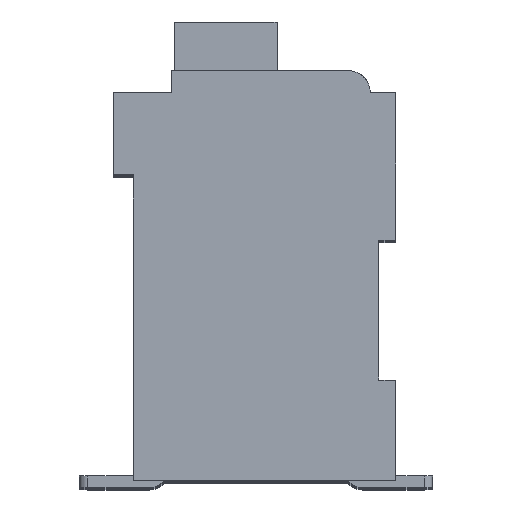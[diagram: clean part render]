
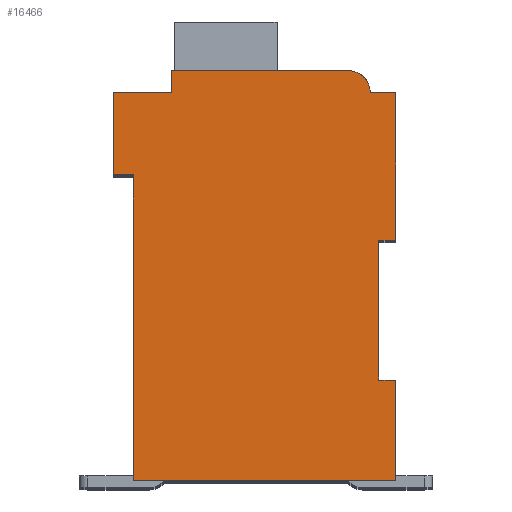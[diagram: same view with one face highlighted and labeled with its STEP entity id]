
A CAD part, top view. The second image highlights one B-rep face of the part: STEP entity #16466.
In plain terms, the highlighted planar face has unit normal (0, 0, 1).
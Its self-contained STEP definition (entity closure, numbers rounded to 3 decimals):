
#1714=DIRECTION('',(1.,0.,0.));
#1715=VECTOR('',#1714,0.5);
#1716=CARTESIAN_POINT('',(7.3,7.15,2.1));
#1717=LINE('',#1716,#1715);
#1718=DIRECTION('',(0.,1.,0.));
#1719=VECTOR('',#1718,4.15);
#1720=CARTESIAN_POINT('',(7.3,3.,2.1));
#1721=LINE('',#1720,#1719);
#1722=DIRECTION('',(-1.,0.,0.));
#1723=VECTOR('',#1722,0.5);
#1724=CARTESIAN_POINT('',(7.8,3.,2.1));
#1725=LINE('',#1724,#1723);
#1726=DIRECTION('',(0.,1.,0.));
#1727=VECTOR('',#1726,3.);
#1728=CARTESIAN_POINT('',(7.8,0.,2.1));
#1729=LINE('',#1728,#1727);
#1730=DIRECTION('',(1.,0.,0.));
#1731=VECTOR('',#1730,7.8);
#1732=CARTESIAN_POINT('',(0.,0.,2.1));
#1733=LINE('',#1732,#1731);
#1734=DIRECTION('',(0.,-1.,0.));
#1735=VECTOR('',#1734,9.1);
#1736=CARTESIAN_POINT('',(0.,9.1,2.1));
#1737=LINE('',#1736,#1735);
#1738=DIRECTION('',(1.,0.,0.));
#1739=VECTOR('',#1738,0.6);
#1740=CARTESIAN_POINT('',(-0.6,9.1,2.1));
#1741=LINE('',#1740,#1739);
#1742=DIRECTION('',(0.,-1.,0.));
#1743=VECTOR('',#1742,2.45);
#1744=CARTESIAN_POINT('',(-0.6,11.55,2.1));
#1745=LINE('',#1744,#1743);
#1746=DIRECTION('',(-1.,0.,0.));
#1747=VECTOR('',#1746,1.75);
#1748=CARTESIAN_POINT('',(1.15,11.55,2.1));
#1749=LINE('',#1748,#1747);
#1750=DIRECTION('',(0.,-1.,0.));
#1751=VECTOR('',#1750,0.65);
#1752=CARTESIAN_POINT('',(1.15,12.2,2.1));
#1753=LINE('',#1752,#1751);
#1754=DIRECTION('',(-1.,0.,0.));
#1755=VECTOR('',#1754,5.25);
#1756=CARTESIAN_POINT('',(6.4,12.2,2.1));
#1757=LINE('',#1756,#1755);
#1758=CARTESIAN_POINT('',(6.4,11.55,2.1));
#1759=DIRECTION('',(0.,0.,1.));
#1760=DIRECTION('',(1.,0.,0.));
#1761=AXIS2_PLACEMENT_3D('',#1758,#1759,#1760);
#1763=DIRECTION('',(-1.,0.,0.));
#1764=VECTOR('',#1763,0.75);
#1765=CARTESIAN_POINT('',(7.8,11.55,2.1));
#1766=LINE('',#1765,#1764);
#1767=DIRECTION('',(0.,1.,0.));
#1768=VECTOR('',#1767,4.4);
#1769=CARTESIAN_POINT('',(7.8,7.15,2.1));
#1770=LINE('',#1769,#1768);
#11347=CARTESIAN_POINT('',(7.3,7.15,2.1));
#11348=CARTESIAN_POINT('',(7.8,7.15,2.1));
#11349=VERTEX_POINT('',#11347);
#11350=VERTEX_POINT('',#11348);
#11351=CARTESIAN_POINT('',(7.8,11.55,2.1));
#11352=VERTEX_POINT('',#11351);
#11353=CARTESIAN_POINT('',(7.05,11.55,2.1));
#11354=VERTEX_POINT('',#11353);
#11355=CARTESIAN_POINT('',(6.4,12.2,2.1));
#11356=VERTEX_POINT('',#11355);
#11357=CARTESIAN_POINT('',(1.15,12.2,2.1));
#11358=VERTEX_POINT('',#11357);
#11359=CARTESIAN_POINT('',(1.15,11.55,2.1));
#11360=VERTEX_POINT('',#11359);
#11361=CARTESIAN_POINT('',(-0.6,11.55,2.1));
#11362=VERTEX_POINT('',#11361);
#11363=CARTESIAN_POINT('',(-0.6,9.1,2.1));
#11364=VERTEX_POINT('',#11363);
#11365=CARTESIAN_POINT('',(0.,9.1,2.1));
#11366=VERTEX_POINT('',#11365);
#11367=CARTESIAN_POINT('',(0.,0.,2.1));
#11368=VERTEX_POINT('',#11367);
#11369=CARTESIAN_POINT('',(7.8,0.,2.1));
#11370=VERTEX_POINT('',#11369);
#11371=CARTESIAN_POINT('',(7.8,3.,2.1));
#11372=VERTEX_POINT('',#11371);
#11373=CARTESIAN_POINT('',(7.3,3.,2.1));
#11374=VERTEX_POINT('',#11373);
#16436=CARTESIAN_POINT('',(0.,0.,2.1));
#16437=DIRECTION('',(0.,0.,1.));
#16438=DIRECTION('',(1.,0.,0.));
#16439=AXIS2_PLACEMENT_3D('',#16436,#16437,#16438);
#16440=PLANE('',#16439);
#16441=ORIENTED_EDGE('',*,*,#14876,.F.);
#16442=ORIENTED_EDGE('',*,*,#15455,.F.);
#16444=ORIENTED_EDGE('',*,*,#16443,.F.);
#16446=ORIENTED_EDGE('',*,*,#16445,.F.);
#16447=ORIENTED_EDGE('',*,*,#15781,.F.);
#16448=ORIENTED_EDGE('',*,*,#15674,.F.);
#16450=ORIENTED_EDGE('',*,*,#16449,.F.);
#16452=ORIENTED_EDGE('',*,*,#16451,.F.);
#16454=ORIENTED_EDGE('',*,*,#16453,.F.);
#16456=ORIENTED_EDGE('',*,*,#16455,.F.);
#16458=ORIENTED_EDGE('',*,*,#16457,.F.);
#16460=ORIENTED_EDGE('',*,*,#16459,.F.);
#16462=ORIENTED_EDGE('',*,*,#16461,.F.);
#16463=ORIENTED_EDGE('',*,*,#15191,.F.);
#16464=EDGE_LOOP('',(#16441,#16442,#16444,#16446,#16447,#16448,#16450,#16452,
#16454,#16456,#16458,#16460,#16462,#16463));
#16465=FACE_OUTER_BOUND('',#16464,.F.);
#1762=CIRCLE('',#1761,0.65);
#14876=EDGE_CURVE('',#11349,#11350,#1717,.T.);
#15191=EDGE_CURVE('',#11350,#11352,#1770,.T.);
#15455=EDGE_CURVE('',#11374,#11349,#1721,.T.);
#15674=EDGE_CURVE('',#11366,#11368,#1737,.T.);
#15781=EDGE_CURVE('',#11368,#11370,#1733,.T.);
#16443=EDGE_CURVE('',#11372,#11374,#1725,.T.);
#16445=EDGE_CURVE('',#11370,#11372,#1729,.T.);
#16449=EDGE_CURVE('',#11364,#11366,#1741,.T.);
#16451=EDGE_CURVE('',#11362,#11364,#1745,.T.);
#16453=EDGE_CURVE('',#11360,#11362,#1749,.T.);
#16455=EDGE_CURVE('',#11358,#11360,#1753,.T.);
#16457=EDGE_CURVE('',#11356,#11358,#1757,.T.);
#16459=EDGE_CURVE('',#11354,#11356,#1762,.T.);
#16461=EDGE_CURVE('',#11352,#11354,#1766,.T.);
#16466=ADVANCED_FACE('',(#16465),#16440,.T.);
